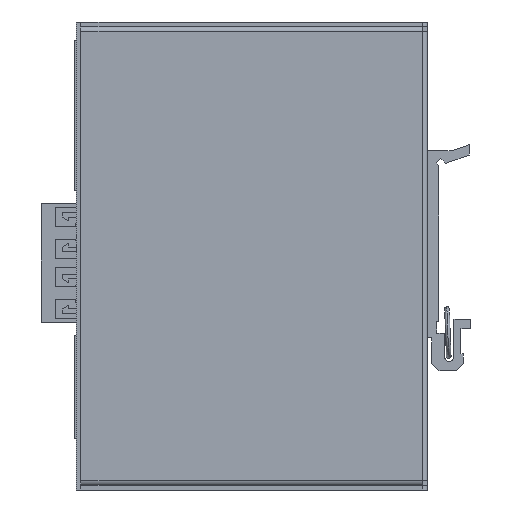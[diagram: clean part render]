
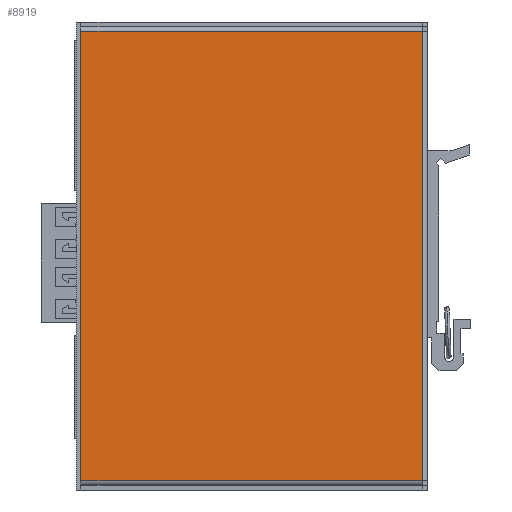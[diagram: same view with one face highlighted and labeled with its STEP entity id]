
A CAD part, front view. The second image highlights one B-rep face of the part: STEP entity #8919.
In plain terms, the highlighted planar face has unit normal (0, -1, 0).
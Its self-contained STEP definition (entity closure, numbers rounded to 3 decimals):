
#7893=DIRECTION('',(-1.,0.,0.));
#7894=VECTOR('',#7893,73.);
#7895=CARTESIAN_POINT('',(36.,-1.,48.));
#7896=LINE('',#7895,#7894);
#7993=DIRECTION('',(0.,0.,1.));
#7994=VECTOR('',#7993,96.);
#7995=CARTESIAN_POINT('',(36.,-1.,-48.));
#7996=LINE('',#7995,#7994);
#8005=DIRECTION('',(0.,0.,-1.));
#8006=VECTOR('',#8005,96.);
#8007=CARTESIAN_POINT('',(-37.,-1.,48.));
#8008=LINE('',#8007,#8006);
#8022=DIRECTION('',(1.,0.,0.));
#8023=VECTOR('',#8022,73.);
#8024=CARTESIAN_POINT('',(-37.,-1.,-48.));
#8025=LINE('',#8024,#8023);
#8219=CARTESIAN_POINT('',(36.,-1.,-48.));
#8220=VERTEX_POINT('',#8219);
#8281=CARTESIAN_POINT('',(36.,-1.,48.));
#8282=VERTEX_POINT('',#8281);
#8283=CARTESIAN_POINT('',(-37.,-1.,48.));
#8284=VERTEX_POINT('',#8283);
#8309=CARTESIAN_POINT('',(-37.,-1.,-48.));
#8310=VERTEX_POINT('',#8309);
#8906=CARTESIAN_POINT('',(0.,-1.,0.));
#8907=DIRECTION('',(0.,1.,0.));
#8908=DIRECTION('',(1.,0.,0.));
#8909=AXIS2_PLACEMENT_3D('',#8906,#8907,#8908);
#8910=PLANE('',#8909);
#8912=ORIENTED_EDGE('',*,*,#8911,.F.);
#8913=ORIENTED_EDGE('',*,*,#8788,.F.);
#8914=ORIENTED_EDGE('',*,*,#8898,.F.);
#8916=ORIENTED_EDGE('',*,*,#8915,.F.);
#8917=EDGE_LOOP('',(#8912,#8913,#8914,#8916));
#8918=FACE_OUTER_BOUND('',#8917,.F.);
#8788=EDGE_CURVE('',#8282,#8284,#7896,.T.);
#8898=EDGE_CURVE('',#8220,#8282,#7996,.T.);
#8911=EDGE_CURVE('',#8284,#8310,#8008,.T.);
#8915=EDGE_CURVE('',#8310,#8220,#8025,.T.);
#8919=ADVANCED_FACE('',(#8918),#8910,.F.);
